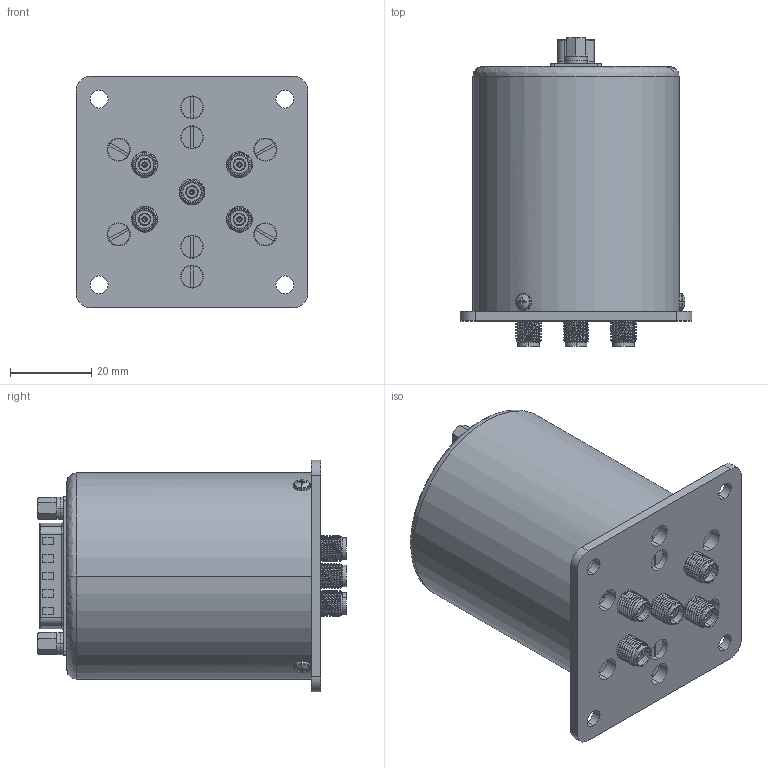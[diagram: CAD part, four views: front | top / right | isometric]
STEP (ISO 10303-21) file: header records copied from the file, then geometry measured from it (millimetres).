
FILE_DESCRIPTION (( 'STEP AP214' ), '1' );
FILE_NAME ('FMSW7286_3D.step', '2023-05-10T16:14:51', ( '' ), ( '' ), 'SwSTEP 2.0', 'SolidWorks 2022', '' );
FILE_SCHEMA (( 'AUTOMOTIVE_DESIGN' ));
Length unit declared in the file: inch
Products named in the file (10): Copy of 15P mela-D-SUB CUP 172E-015-103^Copy of 15P+H2.375+D2_FMSW7286; Copy of A12066001-e360^Copy of 15P+H2.375+D2_FMSW7286; Copy of A12075Y04_-203^FMSW7286; FMSW7286_3D; Copy of K16L21006_defeature^Copy of K16L20_4T_FMSW7286; Copy of A16L61008_-001^Copy of 15P+H2.375+D2_FMSW7286; Copy of A16L24Y01-CST^Copy of K16L20_4T_FMSW7286; Copy of 15P+H2.375+D2^FMSW7286; Copy of K16L20_4T^FMSW7286; Copy of K16029002^Copy of K16L20_4T_FMSW7286
Assembly tree (23 placements, depth 3):
  FMSW7286_3D
    Copy of K16L20_4T^FMSW7286
      Copy of K16L21006_defeature^Copy of K16L20_4T_FMSW7286
      Copy of A16L24Y01-CST^Copy of K16L20_4T_FMSW7286  x8
      Copy of K16029002^Copy of K16L20_4T_FMSW7286  x5
    Copy of A12075Y04_-203^FMSW7286  x3
    Copy of 15P+H2.375+D2^FMSW7286
      Copy of A16L61008_-001^Copy of 15P+H2.375+D2_FMSW7286
      Copy of 15P mela-D-SUB CUP 172E-015-103^Copy of 15P+H2.375+D2_FMSW7286
      Copy of A12066001-e360^Copy of 15P+H2.375+D2_FMSW7286  x2
Bounding box: 57.15 x 76.07 x 57.15 mm (x, y, z)
Volume: 24065.4 mm3; surface area: 37805.9 mm2
Topology: 35 solids, 35 shells, 1445 faces, 3449 edges, 2206 vertices
Faces by surface type: cylinder 601, plane 513, bspline 212, cone 119
Entity records: 32140 total; most frequent: CARTESIAN_POINT 13043, ORIENTED_EDGE 4006, DIRECTION 3582, EDGE_CURVE 2003, AXIS2_PLACEMENT_3D 1318, VERTEX_POINT 1281, EDGE_LOOP 972, LINE 946
